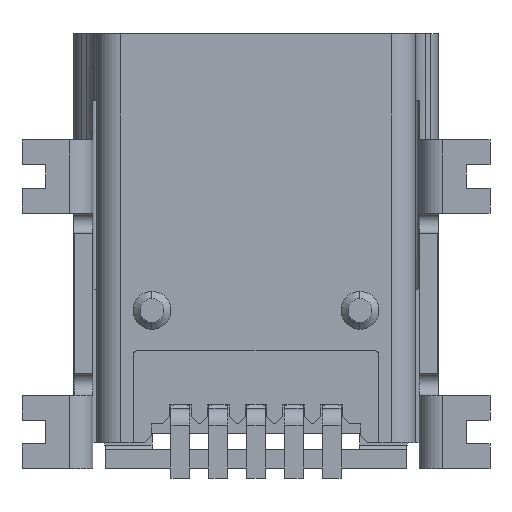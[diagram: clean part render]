
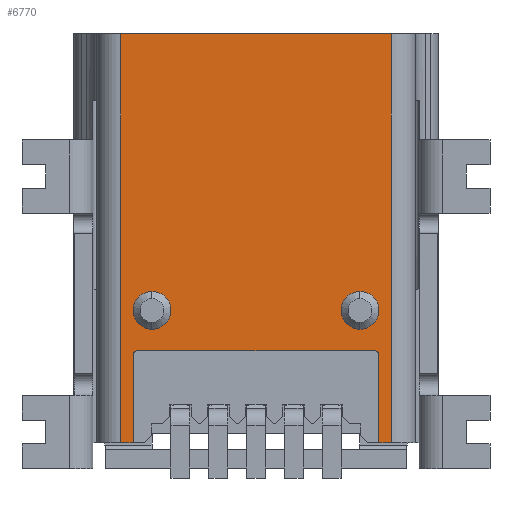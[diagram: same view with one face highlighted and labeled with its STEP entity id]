
A CAD part, front view. The second image highlights one B-rep face of the part: STEP entity #6770.
In plain terms, the highlighted planar face has unit normal (0, 1, 0).
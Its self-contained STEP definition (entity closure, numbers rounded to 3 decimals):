
#406 = DIRECTION ( 'NONE',  ( 0., 1., 0. ) ) ;
#594 = CARTESIAN_POINT ( 'NONE',  ( 26.285, 2.212, 2.568 ) ) ;
#709 = CARTESIAN_POINT ( 'NONE',  ( 23.785, 2.212, 2.668 ) ) ;
#1212 = DIRECTION ( 'NONE',  ( 0., 1., 0. ) ) ;
#1240 = AXIS2_PLACEMENT_3D ( 'NONE', #21001, #26846, #2892 ) ;
#1548 = CARTESIAN_POINT ( 'NONE',  ( 26.865, 2.212, 0.718 ) ) ;
#1731 = EDGE_CURVE ( 'NONE', #35838, #12255, #18451, .T. ) ;
#1801 = DIRECTION ( 'NONE',  ( -1., 0., 0. ) ) ;
#2113 = VERTEX_POINT ( 'NONE', #36533 ) ;
#2457 = DIRECTION ( 'NONE',  ( -1., 0., 0. ) ) ;
#2892 = DIRECTION ( 'NONE',  ( 0., 0., -1. ) ) ;
#2930 = EDGE_CURVE ( 'NONE', #10253, #2113, #9130, .T. ) ;
#2929 = CARTESIAN_POINT ( 'NONE',  ( 26.645, 2.212, 9.368 ) ) ;
#3052 = EDGE_LOOP ( 'NONE', ( #21247, #32842, #24624, #36835, #19742, #8389, #14025, #26399, #36549, #31677 ) ) ;
#3290 = CARTESIAN_POINT ( 'NONE',  ( 25.985, 2.212, 3.118 ) ) ;
#3377 = EDGE_CURVE ( 'NONE', #26356, #10253, #10494, .T. ) ;
#3420 = EDGE_CURVE ( 'NONE', #32376, #8444, #23860, .T. ) ;
#3484 = DIRECTION ( 'NONE',  ( 0., 0., 1. ) ) ;
#3509 = CARTESIAN_POINT ( 'NONE',  ( 26.385, 2.212, 2.568 ) ) ;
#3706 = CIRCLE ( 'NONE', #1240, 0.4 ) ;
#3778 = CARTESIAN_POINT ( 'NONE',  ( 25.985, 2.212, 3.518 ) ) ;
#4557 = VECTOR ( 'NONE', #1801, 1000. ) ;
#5595 = VERTEX_POINT ( 'NONE', #6603 ) ;
#5619 = CARTESIAN_POINT ( 'NONE',  ( 21.585, 2.212, 3.518 ) ) ;
#6473 = DIRECTION ( 'NONE',  ( 0., 1., 0. ) ) ;
#6603 = CARTESIAN_POINT ( 'NONE',  ( 20.924, 2.212, 0.718 ) ) ;
#6770 = ADVANCED_FACE ( 'NONE', ( #25149, #15863, #10865 ), #16273, .F. ) ;
#6798 = AXIS2_PLACEMENT_3D ( 'NONE', #3778, #1212, #33589 ) ;
#7502 = DIRECTION ( 'NONE',  ( 0., 0., -1. ) ) ;
#7687 = VECTOR ( 'NONE', #21231, 1000. ) ;
#8081 = AXIS2_PLACEMENT_3D ( 'NONE', #28161, #16410, #37097 ) ;
#8389 = ORIENTED_EDGE ( 'NONE', *, *, #3377, .F. ) ;
#8444 = VERTEX_POINT ( 'NONE', #2929 ) ;
#8528 = DIRECTION ( 'NONE',  ( 0., 0., 1. ) ) ;
#9130 = LINE ( 'NONE', #709, #31789 ) ;
#9359 = LINE ( 'NONE', #14833, #17225 ) ;
#9363 = LINE ( 'NONE', #37819, #32944 ) ;
#9457 = CARTESIAN_POINT ( 'NONE',  ( 26.385, 2.212, 0.718 ) ) ;
#10253 = VERTEX_POINT ( 'NONE', #30821 ) ;
#10328 = LINE ( 'NONE', #24671, #32485 ) ;
#10494 = CIRCLE ( 'NONE', #33603, 0.1 ) ;
#10652 = VECTOR ( 'NONE', #36367, 1000. ) ;
#10865 = FACE_OUTER_BOUND ( 'NONE', #3052, .T. ) ;
#11287 = EDGE_CURVE ( 'NONE', #19379, #27292, #3706, .T. ) ;
#11289 = CIRCLE ( 'NONE', #36224, 0.4 ) ;
#11454 = DIRECTION ( 'NONE',  ( 0., 1., 0. ) ) ;
#11815 = AXIS2_PLACEMENT_3D ( 'NONE', #594, #6473, #27156 ) ;
#12255 = VERTEX_POINT ( 'NONE', #9457 ) ;
#12485 = EDGE_CURVE ( 'NONE', #16377, #29337, #36568, .T. ) ;
#12932 = DIRECTION ( 'NONE',  ( 0., 0., 1. ) ) ;
#14025 = ORIENTED_EDGE ( 'NONE', *, *, #17947, .F. ) ;
#14504 = CIRCLE ( 'NONE', #6798, 0.4 ) ;
#14833 = CARTESIAN_POINT ( 'NONE',  ( 26.645, 2.212, 9.371 ) ) ;
#15349 = EDGE_CURVE ( 'NONE', #29337, #16377, #14504, .T. ) ;
#15440 = CARTESIAN_POINT ( 'NONE',  ( 21.585, 2.212, 3.118 ) ) ;
#15801 = CARTESIAN_POINT ( 'NONE',  ( 23.785, 2.212, 9.368 ) ) ;
#15863 = FACE_BOUND ( 'NONE', #22426, .T. ) ;
#16139 = DIRECTION ( 'NONE',  ( 0., 1., 0. ) ) ;
#16273 = PLANE ( 'NONE',  #8081 ) ;
#16377 = VERTEX_POINT ( 'NONE', #3290 ) ;
#16410 = DIRECTION ( 'NONE',  ( 0., -1., 0. ) ) ;
#16518 = ORIENTED_EDGE ( 'NONE', *, *, #12485, .F. ) ;
#17225 = VECTOR ( 'NONE', #8528, 1000. ) ;
#17521 = EDGE_CURVE ( 'NONE', #27292, #19379, #11289, .T. ) ;
#17947 = EDGE_CURVE ( 'NONE', #35039, #26356, #10328, .T. ) ;
#18394 = LINE ( 'NONE', #1548, #4557 ) ;
#18451 = LINE ( 'NONE', #18525, #10652 ) ;
#18525 = CARTESIAN_POINT ( 'NONE',  ( 26.385, 2.212, 5.043 ) ) ;
#18527 = CARTESIAN_POINT ( 'NONE',  ( 21.185, 2.212, 2.568 ) ) ;
#18835 = AXIS2_PLACEMENT_3D ( 'NONE', #28434, #16139, #7502 ) ;
#19379 = VERTEX_POINT ( 'NONE', #15440 ) ;
#19742 = ORIENTED_EDGE ( 'NONE', *, *, #2930, .F. ) ;
#20304 = EDGE_CURVE ( 'NONE', #2113, #35838, #24191, .T. ) ;
#21001 = CARTESIAN_POINT ( 'NONE',  ( 21.585, 2.212, 3.518 ) ) ;
#21231 = DIRECTION ( 'NONE',  ( 1., 0., 0. ) ) ;
#21247 = ORIENTED_EDGE ( 'NONE', *, *, #35669, .F. ) ;
#21278 = DIRECTION ( 'NONE',  ( 1., 0., 0. ) ) ;
#21792 = CARTESIAN_POINT ( 'NONE',  ( 25.985, 2.212, 3.918 ) ) ;
#22426 = EDGE_LOOP ( 'NONE', ( #38290, #34839 ) ) ;
#22501 = EDGE_CURVE ( 'NONE', #32376, #5595, #23540, .T. ) ;
#23008 = DIRECTION ( 'NONE',  ( 0., 0., -1. ) ) ;
#23396 = DIRECTION ( 'NONE',  ( 0., 0., -1. ) ) ;
#23540 = LINE ( 'NONE', #35187, #33279 ) ;
#23860 = LINE ( 'NONE', #15801, #7687 ) ;
#24191 = CIRCLE ( 'NONE', #11815, 0.1 ) ;
#24624 = ORIENTED_EDGE ( 'NONE', *, *, #1731, .F. ) ;
#24671 = CARTESIAN_POINT ( 'NONE',  ( 21.185, 2.212, 5.043 ) ) ;
#24999 = CARTESIAN_POINT ( 'NONE',  ( 21.585, 2.212, 3.918 ) ) ;
#25149 = FACE_BOUND ( 'NONE', #30150, .T. ) ;
#26356 = VERTEX_POINT ( 'NONE', #18527 ) ;
#26399 = ORIENTED_EDGE ( 'NONE', *, *, #32067, .T. ) ;
#26846 = DIRECTION ( 'NONE',  ( 0., 1., 0. ) ) ;
#27156 = DIRECTION ( 'NONE',  ( 0., 0., 1. ) ) ;
#27292 = VERTEX_POINT ( 'NONE', #24999 ) ;
#28161 = CARTESIAN_POINT ( 'NONE',  ( 26.648, 2.212, 9.371 ) ) ;
#28434 = CARTESIAN_POINT ( 'NONE',  ( 25.985, 2.212, 3.518 ) ) ;
#29337 = VERTEX_POINT ( 'NONE', #21792 ) ;
#30150 = EDGE_LOOP ( 'NONE', ( #16518, #31164 ) ) ;
#30821 = CARTESIAN_POINT ( 'NONE',  ( 21.285, 2.212, 2.668 ) ) ;
#31164 = ORIENTED_EDGE ( 'NONE', *, *, #15349, .F. ) ;
#31677 = ORIENTED_EDGE ( 'NONE', *, *, #3420, .T. ) ;
#31789 = VECTOR ( 'NONE', #21278, 1000. ) ;
#32067 = EDGE_CURVE ( 'NONE', #35039, #5595, #9363, .T. ) ;
#32372 = CARTESIAN_POINT ( 'NONE',  ( 20.924, 2.212, 9.368 ) ) ;
#32376 = VERTEX_POINT ( 'NONE', #32372 ) ;
#32485 = VECTOR ( 'NONE', #12932, 1000. ) ;
#32842 = ORIENTED_EDGE ( 'NONE', *, *, #33718, .T. ) ;
#32944 = VECTOR ( 'NONE', #2457, 1000. ) ;
#33279 = VECTOR ( 'NONE', #23008, 1000. ) ;
#33589 = DIRECTION ( 'NONE',  ( 0., 0., -1. ) ) ;
#33603 = AXIS2_PLACEMENT_3D ( 'NONE', #35878, #406, #3484 ) ;
#33718 = EDGE_CURVE ( 'NONE', #36894, #12255, #18394, .T. ) ;
#34839 = ORIENTED_EDGE ( 'NONE', *, *, #17521, .F. ) ;
#34929 = CARTESIAN_POINT ( 'NONE',  ( 21.185, 2.212, 0.718 ) ) ;
#35039 = VERTEX_POINT ( 'NONE', #34929 ) ;
#35187 = CARTESIAN_POINT ( 'NONE',  ( 20.924, 2.212, 9.371 ) ) ;
#35669 = EDGE_CURVE ( 'NONE', #36894, #8444, #9359, .T. ) ;
#35838 = VERTEX_POINT ( 'NONE', #3509 ) ;
#35878 = CARTESIAN_POINT ( 'NONE',  ( 21.285, 2.212, 2.568 ) ) ;
#36224 = AXIS2_PLACEMENT_3D ( 'NONE', #5619, #11454, #23396 ) ;
#36367 = DIRECTION ( 'NONE',  ( 0., 0., -1. ) ) ;
#36533 = CARTESIAN_POINT ( 'NONE',  ( 26.285, 2.212, 2.668 ) ) ;
#36549 = ORIENTED_EDGE ( 'NONE', *, *, #22501, .F. ) ;
#36568 = CIRCLE ( 'NONE', #18835, 0.4 ) ;
#36835 = ORIENTED_EDGE ( 'NONE', *, *, #20304, .F. ) ;
#36894 = VERTEX_POINT ( 'NONE', #37563 ) ;
#37097 = DIRECTION ( 'NONE',  ( -1., 0., 0. ) ) ;
#37563 = CARTESIAN_POINT ( 'NONE',  ( 26.645, 2.212, 0.718 ) ) ;
#37819 = CARTESIAN_POINT ( 'NONE',  ( 20.705, 2.212, 0.718 ) ) ;
#38290 = ORIENTED_EDGE ( 'NONE', *, *, #11287, .F. ) ;
